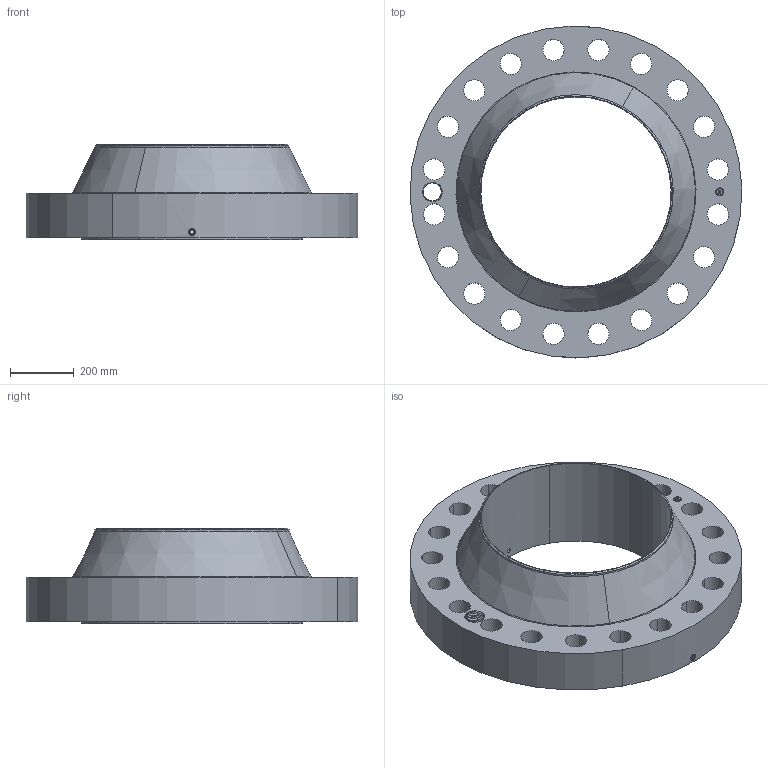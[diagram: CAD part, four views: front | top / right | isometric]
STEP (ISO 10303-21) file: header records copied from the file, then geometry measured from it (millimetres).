
FILE_DESCRIPTION(('3D STEP'),'2;1');
FILE_NAME('24-900-RF-WELD-NECK-10-ORIF-FLANGE.stp','2013-11-02T22:29:28+00:00',('Texas Flange'),(''),'CATIA Version 5 Release 20 SP 6 (IN-10)','CATIA V5 STEP AP214','800-826-3801');
FILE_SCHEMA(('AUTOMOTIVE_DESIGN { 1 0 10303 214 1 1 1 1 }'));
Length unit declared in the file: inch
Products named in the file (1): 24-900-RF-WELD-NECK-10-ORIF-FLANGE
Bounding box: 1041.11 x 1041.4 x 298.45 mm (x, y, z)
Volume: 82453935.2 mm3; surface area: 2874564.4 mm2
Topology: 1 solids, 1 shells, 835 faces, 2271 edges, 1457 vertices
Faces by surface type: plane 369, bspline 280, cylinder 132, cone 48, revolution 4, torus 2
Entity records: 36050 total; most frequent: CARTESIAN_POINT 15566, ORIENTED_EDGE 4542, EDGE_CURVE 2271, DIRECTION 2176, VERTEX_POINT 1457, VECTOR 1219, LINE 1219, EDGE_LOOP 902
